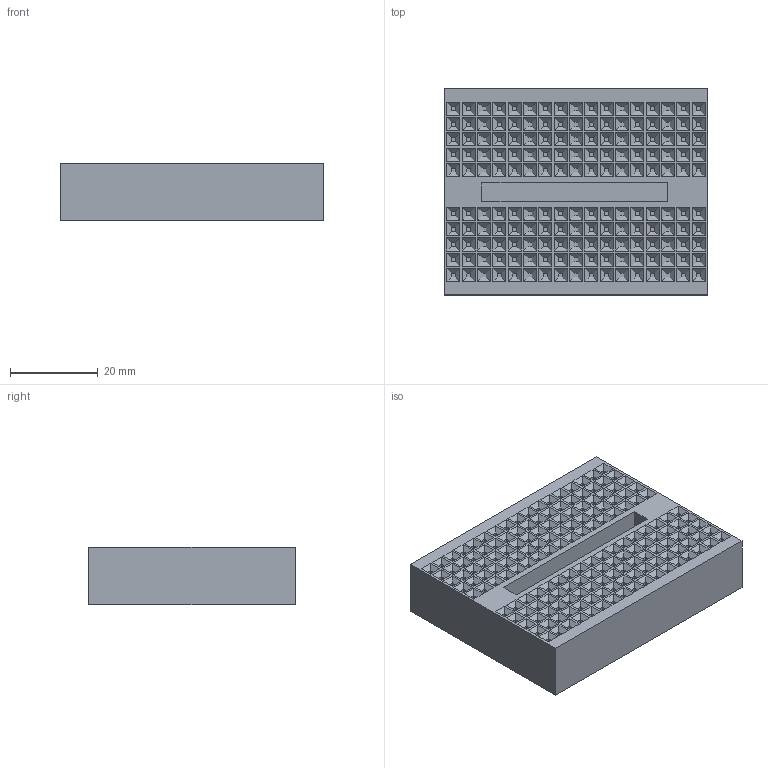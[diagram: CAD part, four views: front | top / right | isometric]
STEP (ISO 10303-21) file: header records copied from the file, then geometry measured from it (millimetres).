
FILE_DESCRIPTION(('FreeCAD Model'),'2;1');
FILE_NAME('Open CASCADE Shape Model','2025-05-09T04:51:21',('FreeCAD'),( 'FreeCAD'),'Open CASCADE STEP processor 7.6','FreeCAD','Unknown');
FILE_SCHEMA(('AUTOMOTIVE_DESIGN { 1 0 10303 214 1 1 1 1 }'));
Length unit declared in the file: millimetre
Products named in the file (1): Open CASCADE STEP translator 7.6 1
Bounding box: 59.96 x 46.88 x 13.03 mm (x, y, z)
Volume: 32869.2 mm3; surface area: 17326.6 mm2
Topology: 1 solids, 1 shells, 1541 faces, 3424 edges, 2056 vertices
Faces by surface type: bspline 1541
Entity records: 37344 total; most frequent: CARTESIAN_POINT 15069, ORIENTED_EDGE 6848, EDGE_CURVE 3424, B_SPLINE_CURVE_WITH_KNOTS 3424, VERTEX_POINT 2056, FACE_BOUND 1712, EDGE_LOOP 1712, ADVANCED_FACE 1541
